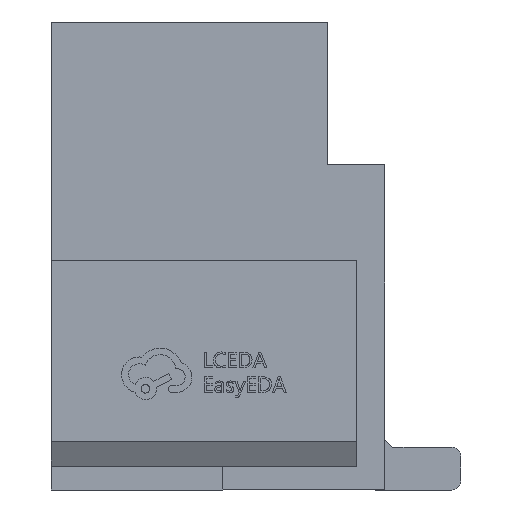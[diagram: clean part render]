
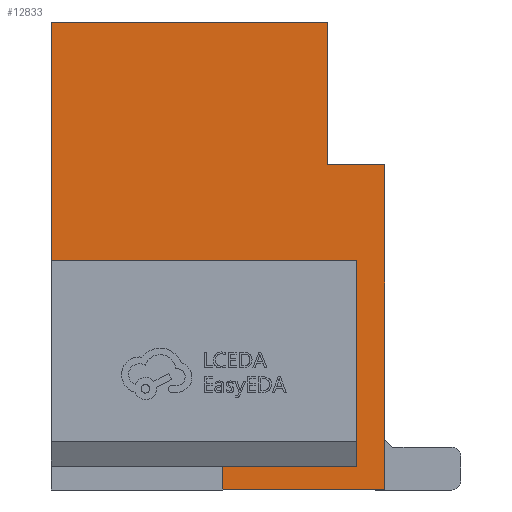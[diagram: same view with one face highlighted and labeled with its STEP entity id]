
A CAD part, left-side view. The second image highlights one B-rep face of the part: STEP entity #12833.
In plain terms, the highlighted planar face has unit normal (-1, 0, 0).
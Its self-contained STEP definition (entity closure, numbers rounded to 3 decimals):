
#43 = DIRECTION ( 'NONE',  ( 0., -1., 0. ) ) ;
#304 = CARTESIAN_POINT ( 'NONE',  ( -2.35, 2.15, 4.9 ) ) ;
#539 = EDGE_CURVE ( 'NONE', #18170, #1075, #11137, .T. ) ;
#718 = DIRECTION ( 'NONE',  ( 0., 1., 0. ) ) ;
#828 = EDGE_LOOP ( 'NONE', ( #9616, #20732, #19322, #1479 ) ) ;
#915 = CARTESIAN_POINT ( 'NONE',  ( -2.35, -1.35, 0. ) ) ;
#1068 = PLANE ( 'NONE',  #17233 ) ;
#1075 = VERTEX_POINT ( 'NONE', #5165 ) ;
#1135 = EDGE_CURVE ( 'NONE', #20472, #19608, #12132, .T. ) ;
#1449 = ORIENTED_EDGE ( 'NONE', *, *, #6897, .T. ) ;
#1479 = ORIENTED_EDGE ( 'NONE', *, *, #13325, .T. ) ;
#2035 = CARTESIAN_POINT ( 'NONE',  ( -2.35, 2.15, 0. ) ) ;
#2324 = VECTOR ( 'NONE', #3210, 1000. ) ;
#2490 = CARTESIAN_POINT ( 'NONE',  ( -2.35, -0.75, 3.4 ) ) ;
#2817 = CARTESIAN_POINT ( 'NONE',  ( -2.35, 2.15, 4.9 ) ) ;
#2987 = VECTOR ( 'NONE', #9547, 1000. ) ;
#3056 = CARTESIAN_POINT ( 'NONE',  ( -2.35, 0.35, 0.24 ) ) ;
#3210 = DIRECTION ( 'NONE',  ( 0., 0., 1. ) ) ;
#3461 = EDGE_CURVE ( 'NONE', #4688, #12557, #9656, .T. ) ;
#3493 = VECTOR ( 'NONE', #5362, 1000. ) ;
#3602 = LINE ( 'NONE', #16740, #13419 ) ;
#3749 = LINE ( 'NONE', #5791, #8972 ) ;
#3856 = EDGE_CURVE ( 'NONE', #20472, #14356, #16175, .T. ) ;
#4109 = VECTOR ( 'NONE', #12663, 1000. ) ;
#4688 = VERTEX_POINT ( 'NONE', #3056 ) ;
#4716 = CARTESIAN_POINT ( 'NONE',  ( -2.35, 2.15, 4.9 ) ) ;
#5165 = CARTESIAN_POINT ( 'NONE',  ( -2.35, -1.05, 2.4 ) ) ;
#5262 = LINE ( 'NONE', #11794, #3493 ) ;
#5362 = DIRECTION ( 'NONE',  ( 0., -1., 0. ) ) ;
#5791 = CARTESIAN_POINT ( 'NONE',  ( -2.35, -1.35, 4.9 ) ) ;
#6131 = LINE ( 'NONE', #14807, #2324 ) ;
#6221 = CARTESIAN_POINT ( 'NONE',  ( -2.35, -0.75, 4.9 ) ) ;
#6895 = DIRECTION ( 'NONE',  ( 0., -1., 0. ) ) ;
#6897 = EDGE_CURVE ( 'NONE', #20213, #19608, #3749, .T. ) ;
#7055 = EDGE_CURVE ( 'NONE', #4688, #18170, #3602, .T. ) ;
#7817 = CARTESIAN_POINT ( 'NONE',  ( -2.35, -0.75, 3.4 ) ) ;
#7863 = ORIENTED_EDGE ( 'NONE', *, *, #3856, .T. ) ;
#8076 = DIRECTION ( 'NONE',  ( 1., 0., 0. ) ) ;
#8208 = VECTOR ( 'NONE', #6895, 1000. ) ;
#8358 = CARTESIAN_POINT ( 'NONE',  ( -2.35, -0.75, 3.4 ) ) ;
#8525 = CARTESIAN_POINT ( 'NONE',  ( -2.35, 0.35, 2.4 ) ) ;
#8972 = VECTOR ( 'NONE', #12338, 1000. ) ;
#9398 = VECTOR ( 'NONE', #14772, 1000. ) ;
#9547 = DIRECTION ( 'NONE',  ( 0., 0., 1. ) ) ;
#9616 = ORIENTED_EDGE ( 'NONE', *, *, #539, .F. ) ;
#9656 = LINE ( 'NONE', #20712, #4109 ) ;
#9686 = LINE ( 'NONE', #304, #8208 ) ;
#9944 = ORIENTED_EDGE ( 'NONE', *, *, #17563, .F. ) ;
#11075 = ORIENTED_EDGE ( 'NONE', *, *, #19313, .F. ) ;
#11137 = LINE ( 'NONE', #17726, #2987 ) ;
#11794 = CARTESIAN_POINT ( 'NONE',  ( -2.35, 2.15, 2.4 ) ) ;
#12132 = LINE ( 'NONE', #7817, #20141 ) ;
#12338 = DIRECTION ( 'NONE',  ( 0., 0., 1. ) ) ;
#12557 = VERTEX_POINT ( 'NONE', #8525 ) ;
#12642 = DIRECTION ( 'NONE',  ( 0., -1., 0. ) ) ;
#12663 = DIRECTION ( 'NONE',  ( 0., 0., 1. ) ) ;
#12682 = FACE_BOUND ( 'NONE', #828, .T. ) ;
#12833 = ADVANCED_FACE ( 'NONE', ( #12682, #19259 ), #1068, .F. ) ;
#13077 = VERTEX_POINT ( 'NONE', #2817 ) ;
#13325 = EDGE_CURVE ( 'NONE', #12557, #1075, #5262, .T. ) ;
#13378 = ORIENTED_EDGE ( 'NONE', *, *, #1135, .F. ) ;
#13419 = VECTOR ( 'NONE', #43, 1000. ) ;
#14163 = CARTESIAN_POINT ( 'NONE',  ( -2.35, -1.35, 0. ) ) ;
#14356 = VERTEX_POINT ( 'NONE', #6221 ) ;
#14772 = DIRECTION ( 'NONE',  ( 0., 0., 1. ) ) ;
#14807 = CARTESIAN_POINT ( 'NONE',  ( -2.35, 2.15, 4.9 ) ) ;
#14924 = DIRECTION ( 'NONE',  ( 0., 0., -1. ) ) ;
#14984 = CARTESIAN_POINT ( 'NONE',  ( -2.35, -1.35, 3.4 ) ) ;
#15425 = VECTOR ( 'NONE', #718, 1000. ) ;
#16069 = EDGE_LOOP ( 'NONE', ( #13378, #7863, #9944, #19753, #11075, #1449 ) ) ;
#16175 = LINE ( 'NONE', #8358, #9398 ) ;
#16740 = CARTESIAN_POINT ( 'NONE',  ( -2.35, 0.35, 0.24 ) ) ;
#16748 = EDGE_CURVE ( 'NONE', #16817, #13077, #6131, .T. ) ;
#16817 = VERTEX_POINT ( 'NONE', #2035 ) ;
#17233 = AXIS2_PLACEMENT_3D ( 'NONE', #4716, #8076, #14924 ) ;
#17563 = EDGE_CURVE ( 'NONE', #13077, #14356, #9686, .T. ) ;
#17726 = CARTESIAN_POINT ( 'NONE',  ( -2.35, -1.05, 0. ) ) ;
#17940 = CARTESIAN_POINT ( 'NONE',  ( -2.35, -1.05, 0.24 ) ) ;
#18170 = VERTEX_POINT ( 'NONE', #17940 ) ;
#19259 = FACE_OUTER_BOUND ( 'NONE', #16069, .T. ) ;
#19313 = EDGE_CURVE ( 'NONE', #20213, #16817, #21049, .T. ) ;
#19322 = ORIENTED_EDGE ( 'NONE', *, *, #3461, .T. ) ;
#19608 = VERTEX_POINT ( 'NONE', #14984 ) ;
#19753 = ORIENTED_EDGE ( 'NONE', *, *, #16748, .F. ) ;
#20141 = VECTOR ( 'NONE', #12642, 1000. ) ;
#20213 = VERTEX_POINT ( 'NONE', #14163 ) ;
#20472 = VERTEX_POINT ( 'NONE', #2490 ) ;
#20712 = CARTESIAN_POINT ( 'NONE',  ( -2.35, 0.35, 0. ) ) ;
#20732 = ORIENTED_EDGE ( 'NONE', *, *, #7055, .F. ) ;
#21049 = LINE ( 'NONE', #915, #15425 ) ;
